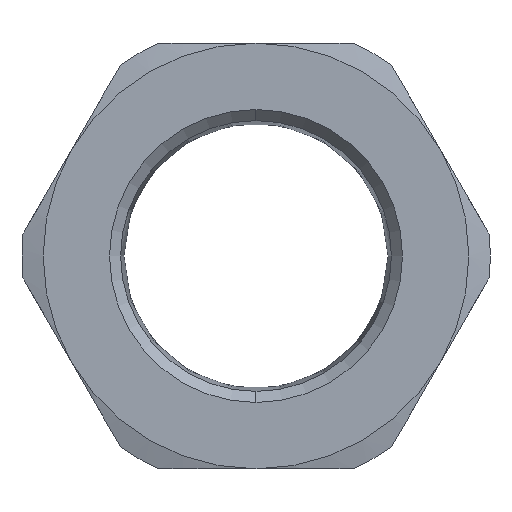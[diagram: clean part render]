
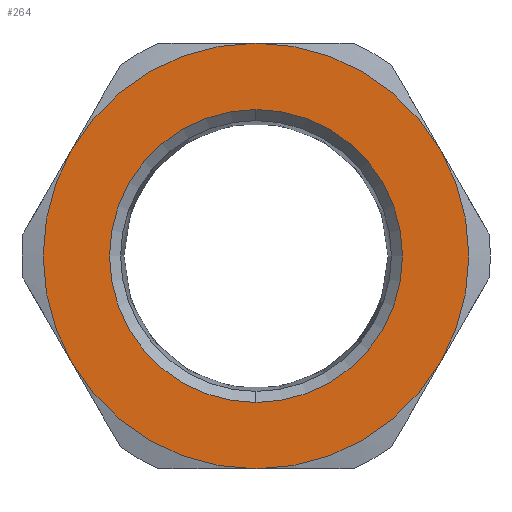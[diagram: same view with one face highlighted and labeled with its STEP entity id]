
A CAD part, left-side view. The second image highlights one B-rep face of the part: STEP entity #264.
In plain terms, the highlighted planar face has unit normal (-1, 0, 0).
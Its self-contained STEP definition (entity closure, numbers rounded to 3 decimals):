
#97 = DIRECTION ( 'NONE',  ( 0., 0., -1. ) ) ;
#103 = CARTESIAN_POINT ( 'NONE',  ( 0., 0., 0. ) ) ;
#115 = CIRCLE ( 'NONE', #571, 35. ) ;
#131 = VERTEX_POINT ( 'NONE', #521 ) ;
#181 = DIRECTION ( 'NONE',  ( 1., 0., 0. ) ) ;
#182 = CIRCLE ( 'NONE', #617, 35. ) ;
#187 = CARTESIAN_POINT ( 'NONE',  ( 0., 0., 0. ) ) ;
#203 = DIRECTION ( 'NONE',  ( 0., 0., -1. ) ) ;
#204 = DIRECTION ( 'NONE',  ( 1., 0., 0. ) ) ;
#213 = PLANE ( 'NONE',  #1347 ) ;
#218 = DIRECTION ( 'NONE',  ( 0., 0., -1. ) ) ;
#259 = AXIS2_PLACEMENT_3D ( 'NONE', #1166, #204, #218 ) ;
#264 = ADVANCED_FACE ( 'NONE', ( #1230, #819 ), #213, .F. ) ;
#293 = DIRECTION ( 'NONE',  ( 0., 0., 1. ) ) ;
#381 = ORIENTED_EDGE ( 'NONE', *, *, #1082, .T. ) ;
#385 = CARTESIAN_POINT ( 'NONE',  ( 0., 0., 0. ) ) ;
#422 = CARTESIAN_POINT ( 'NONE',  ( 0., 0., 35. ) ) ;
#443 = VERTEX_POINT ( 'NONE', #614 ) ;
#485 = ORIENTED_EDGE ( 'NONE', *, *, #1123, .F. ) ;
#489 = DIRECTION ( 'NONE',  ( 0., 0., -1. ) ) ;
#491 = DIRECTION ( 'NONE',  ( 1., 0., 0. ) ) ;
#513 = CIRCLE ( 'NONE', #259, 24.09 ) ;
#521 = CARTESIAN_POINT ( 'NONE',  ( 0., 30.311, 17.5 ) ) ;
#528 = CARTESIAN_POINT ( 'NONE',  ( 0., 0., 24.09 ) ) ;
#540 = CARTESIAN_POINT ( 'NONE',  ( 0., 0., -24.09 ) ) ;
#541 = AXIS2_PLACEMENT_3D ( 'NONE', #803, #181, #923 ) ;
#553 = AXIS2_PLACEMENT_3D ( 'NONE', #385, #1141, #489 ) ;
#562 = CIRCLE ( 'NONE', #773, 35. ) ;
#571 = AXIS2_PLACEMENT_3D ( 'NONE', #187, #927, #293 ) ;
#572 = ORIENTED_EDGE ( 'NONE', *, *, #1134, .F. ) ;
#579 = DIRECTION ( 'NONE',  ( 1., 0., 0. ) ) ;
#588 = AXIS2_PLACEMENT_3D ( 'NONE', #1146, #491, #1260 ) ;
#593 = VERTEX_POINT ( 'NONE', #422 ) ;
#614 = CARTESIAN_POINT ( 'NONE',  ( 0., 30.311, -17.5 ) ) ;
#617 = AXIS2_PLACEMENT_3D ( 'NONE', #1249, #579, #1361 ) ;
#659 = EDGE_CURVE ( 'NONE', #1335, #1378, #513, .T. ) ;
#660 = CIRCLE ( 'NONE', #553, 35. ) ;
#688 = ORIENTED_EDGE ( 'NONE', *, *, #1064, .F. ) ;
#695 = AXIS2_PLACEMENT_3D ( 'NONE', #1377, #705, #97 ) ;
#696 = VERTEX_POINT ( 'NONE', #1207 ) ;
#705 = DIRECTION ( 'NONE',  ( 1., 0., 0. ) ) ;
#722 = CARTESIAN_POINT ( 'NONE',  ( 0., 0., 0. ) ) ;
#773 = AXIS2_PLACEMENT_3D ( 'NONE', #103, #821, #203 ) ;
#803 = CARTESIAN_POINT ( 'NONE',  ( 0., 0., 0. ) ) ;
#819 = FACE_OUTER_BOUND ( 'NONE', #891, .T. ) ;
#821 = DIRECTION ( 'NONE',  ( 1., 0., 0. ) ) ;
#838 = DIRECTION ( 'NONE',  ( 0., 0., -1. ) ) ;
#850 = CIRCLE ( 'NONE', #695, 35. ) ;
#891 = EDGE_LOOP ( 'NONE', ( #1194, #1070, #688, #485, #381, #572 ) ) ;
#912 = CARTESIAN_POINT ( 'NONE',  ( 0., -30.311, 17.5 ) ) ;
#923 = DIRECTION ( 'NONE',  ( 0., 0., -1. ) ) ;
#927 = DIRECTION ( 'NONE',  ( -1., 0., 0. ) ) ;
#928 = CIRCLE ( 'NONE', #588, 24.09 ) ;
#961 = CIRCLE ( 'NONE', #541, 35. ) ;
#964 = CARTESIAN_POINT ( 'NONE',  ( 0., 0., -35. ) ) ;
#1035 = VERTEX_POINT ( 'NONE', #912 ) ;
#1051 = EDGE_CURVE ( 'NONE', #1179, #443, #182, .T. ) ;
#1056 = EDGE_CURVE ( 'NONE', #696, #1179, #961, .T. ) ;
#1063 = DIRECTION ( 'NONE',  ( 1., 0., 0. ) ) ;
#1064 = EDGE_CURVE ( 'NONE', #1035, #696, #660, .T. ) ;
#1070 = ORIENTED_EDGE ( 'NONE', *, *, #1056, .F. ) ;
#1079 = ORIENTED_EDGE ( 'NONE', *, *, #659, .T. ) ;
#1082 = EDGE_CURVE ( 'NONE', #593, #131, #115, .T. ) ;
#1084 = EDGE_CURVE ( 'NONE', #1378, #1335, #928, .T. ) ;
#1123 = EDGE_CURVE ( 'NONE', #593, #1035, #850, .T. ) ;
#1134 = EDGE_CURVE ( 'NONE', #443, #131, #562, .T. ) ;
#1141 = DIRECTION ( 'NONE',  ( 1., 0., 0. ) ) ;
#1146 = CARTESIAN_POINT ( 'NONE',  ( 0., 0., 0. ) ) ;
#1166 = CARTESIAN_POINT ( 'NONE',  ( 0., 0., 0. ) ) ;
#1179 = VERTEX_POINT ( 'NONE', #964 ) ;
#1194 = ORIENTED_EDGE ( 'NONE', *, *, #1051, .F. ) ;
#1207 = CARTESIAN_POINT ( 'NONE',  ( 0., -30.311, -17.5 ) ) ;
#1230 = FACE_BOUND ( 'NONE', #1344, .T. ) ;
#1249 = CARTESIAN_POINT ( 'NONE',  ( 0., 0., 0. ) ) ;
#1259 = ORIENTED_EDGE ( 'NONE', *, *, #1084, .T. ) ;
#1260 = DIRECTION ( 'NONE',  ( 0., 0., -1. ) ) ;
#1335 = VERTEX_POINT ( 'NONE', #528 ) ;
#1344 = EDGE_LOOP ( 'NONE', ( #1079, #1259 ) ) ;
#1347 = AXIS2_PLACEMENT_3D ( 'NONE', #722, #1063, #838 ) ;
#1361 = DIRECTION ( 'NONE',  ( 0., 0., -1. ) ) ;
#1377 = CARTESIAN_POINT ( 'NONE',  ( 0., 0., 0. ) ) ;
#1378 = VERTEX_POINT ( 'NONE', #540 ) ;
